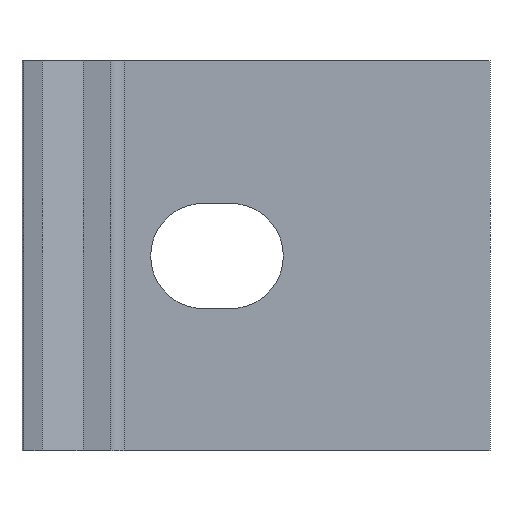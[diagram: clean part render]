
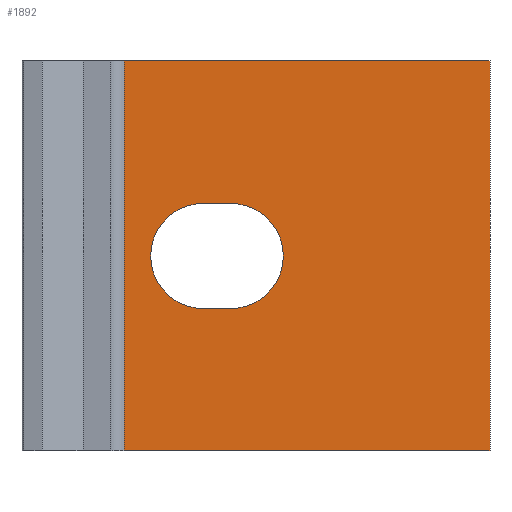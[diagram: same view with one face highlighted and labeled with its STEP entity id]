
A CAD part, front view. The second image highlights one B-rep face of the part: STEP entity #1892.
In plain terms, the highlighted planar face has unit normal (0, -1, 0).
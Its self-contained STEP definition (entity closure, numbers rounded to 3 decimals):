
#14=DIRECTION('',(-1.,0.,0.));
#15=VECTOR('',#14,46.904);
#16=CARTESIAN_POINT('',(0.,-10.,-50.));
#17=LINE('',#16,#15);
#65=DIRECTION('',(0.,0.,1.));
#66=VECTOR('',#65,50.);
#67=CARTESIAN_POINT('',(-46.904,-10.,-50.));
#68=LINE('',#67,#66);
#73=DIRECTION('',(-1.,0.,0.));
#74=VECTOR('',#73,46.904);
#75=CARTESIAN_POINT('',(0.,-10.,0.));
#76=LINE('',#75,#74);
#77=CARTESIAN_POINT('',(-36.75,-10.,-25.));
#78=DIRECTION('',(0.,1.,0.));
#79=DIRECTION('',(0.,0.,-1.));
#80=AXIS2_PLACEMENT_3D('',#77,#78,#79);
#82=DIRECTION('',(-1.,0.,0.));
#83=VECTOR('',#82,3.5);
#84=CARTESIAN_POINT('',(-33.25,-10.,-31.75));
#85=LINE('',#84,#83);
#86=CARTESIAN_POINT('',(-33.25,-10.,-25.));
#87=DIRECTION('',(0.,1.,0.));
#88=DIRECTION('',(0.,0.,1.));
#89=AXIS2_PLACEMENT_3D('',#86,#87,#88);
#91=DIRECTION('',(1.,0.,0.));
#92=VECTOR('',#91,3.5);
#93=CARTESIAN_POINT('',(-36.75,-10.,-18.25));
#94=LINE('',#93,#92);
#99=DIRECTION('',(0.,0.,-1.));
#100=VECTOR('',#99,50.);
#101=CARTESIAN_POINT('',(0.,-10.,0.));
#102=LINE('',#101,#100);
#1413=CARTESIAN_POINT('',(0.,-10.,0.));
#1414=VERTEX_POINT('',#1413);
#1415=CARTESIAN_POINT('',(0.,-10.,-50.));
#1416=VERTEX_POINT('',#1415);
#1417=CARTESIAN_POINT('',(-36.75,-10.,-31.75));
#1418=CARTESIAN_POINT('',(-36.75,-10.,-18.25));
#1419=VERTEX_POINT('',#1417);
#1420=VERTEX_POINT('',#1418);
#1421=CARTESIAN_POINT('',(-33.25,-10.,-18.25));
#1422=VERTEX_POINT('',#1421);
#1423=CARTESIAN_POINT('',(-33.25,-10.,-31.75));
#1424=VERTEX_POINT('',#1423);
#1425=CARTESIAN_POINT('',(-46.904,-10.,0.));
#1426=VERTEX_POINT('',#1425);
#1427=CARTESIAN_POINT('',(-46.904,-10.,-50.));
#1428=VERTEX_POINT('',#1427);
#1870=CARTESIAN_POINT('',(-46.904,-10.,-50.));
#1871=DIRECTION('',(0.,-1.,0.));
#1872=DIRECTION('',(1.,0.,0.));
#1873=AXIS2_PLACEMENT_3D('',#1870,#1871,#1872);
#1874=PLANE('',#1873);
#1875=ORIENTED_EDGE('',*,*,#1822,.F.);
#1877=ORIENTED_EDGE('',*,*,#1876,.T.);
#1878=ORIENTED_EDGE('',*,*,#1778,.T.);
#1879=ORIENTED_EDGE('',*,*,#1863,.T.);
#1880=EDGE_LOOP('',(#1875,#1877,#1878,#1879));
#1881=FACE_OUTER_BOUND('',#1880,.F.);
#1883=ORIENTED_EDGE('',*,*,#1882,.F.);
#1885=ORIENTED_EDGE('',*,*,#1884,.F.);
#1887=ORIENTED_EDGE('',*,*,#1886,.F.);
#1889=ORIENTED_EDGE('',*,*,#1888,.F.);
#1890=EDGE_LOOP('',(#1883,#1885,#1887,#1889));
#1891=FACE_BOUND('',#1890,.F.);
#1892=ADVANCED_FACE('',(#1881,#1891),#1874,.T.);
#81=CIRCLE('',#80,6.75);
#90=CIRCLE('',#89,6.75);
#1778=EDGE_CURVE('',#1416,#1428,#17,.T.);
#1822=EDGE_CURVE('',#1414,#1426,#76,.T.);
#1863=EDGE_CURVE('',#1428,#1426,#68,.T.);
#1876=EDGE_CURVE('',#1414,#1416,#102,.T.);
#1882=EDGE_CURVE('',#1419,#1420,#81,.T.);
#1884=EDGE_CURVE('',#1424,#1419,#85,.T.);
#1886=EDGE_CURVE('',#1422,#1424,#90,.T.);
#1888=EDGE_CURVE('',#1420,#1422,#94,.T.);
